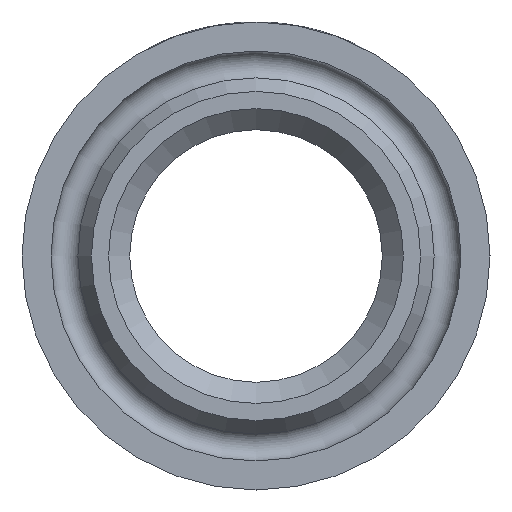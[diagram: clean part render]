
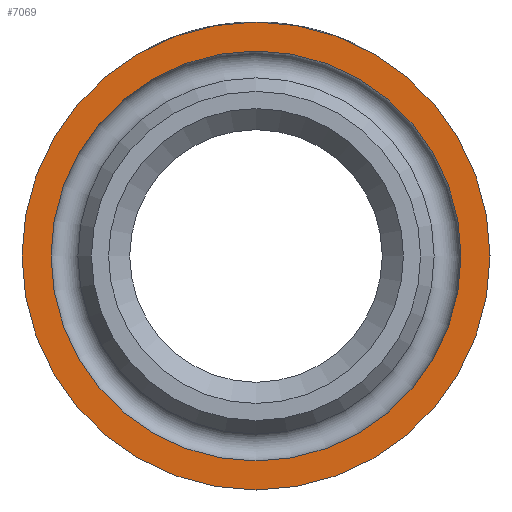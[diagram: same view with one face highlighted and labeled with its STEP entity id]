
A CAD part, left-side view. The second image highlights one B-rep face of the part: STEP entity #7069.
In plain terms, the highlighted planar face has unit normal (-1, 0, 0).
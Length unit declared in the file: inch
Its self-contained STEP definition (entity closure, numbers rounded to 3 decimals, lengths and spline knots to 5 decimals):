
#126=FACE_BOUND('',#1315,.T.);
#292=PLANE('',#7505);
#861=FACE_OUTER_BOUND('',#1314,.T.);
#1314=EDGE_LOOP('',(#6601));
#1315=EDGE_LOOP('',(#6602));
#1490=CIRCLE('',#7504,0.431);
#1491=CIRCLE('',#7506,0.492);
#3486=VERTEX_POINT('',#15507);
#3487=VERTEX_POINT('',#15510);
#4525=EDGE_CURVE('',#3486,#3486,#1490,.T.);
#4526=EDGE_CURVE('',#3487,#3487,#1491,.T.);
#6601=ORIENTED_EDGE('',*,*,#4526,.F.);
#6602=ORIENTED_EDGE('',*,*,#4525,.T.);
#7069=ADVANCED_FACE('',(#861,#126),#292,.T.);
#7504=AXIS2_PLACEMENT_3D('',#15508,#8841,#8842);
#7505=AXIS2_PLACEMENT_3D('',#15509,#8843,#8844);
#7506=AXIS2_PLACEMENT_3D('',#15511,#8845,#8846);
#8841=DIRECTION('center_axis',(1.,0.,0.));
#8842=DIRECTION('ref_axis',(0.,1.,0.));
#8843=DIRECTION('center_axis',(-1.,0.,0.));
#8844=DIRECTION('ref_axis',(0.,0.,1.));
#8845=DIRECTION('center_axis',(1.,0.,0.));
#8846=DIRECTION('ref_axis',(0.,1.,0.));
#15507=CARTESIAN_POINT('',(0.,0.431,0.));
#15508=CARTESIAN_POINT('Origin',(0.,0.,
0.));
#15509=CARTESIAN_POINT('Origin',(0.,0.4615,0.));
#15510=CARTESIAN_POINT('',(0.,0.492,0.));
#15511=CARTESIAN_POINT('Origin',(0.,0.,
0.));
